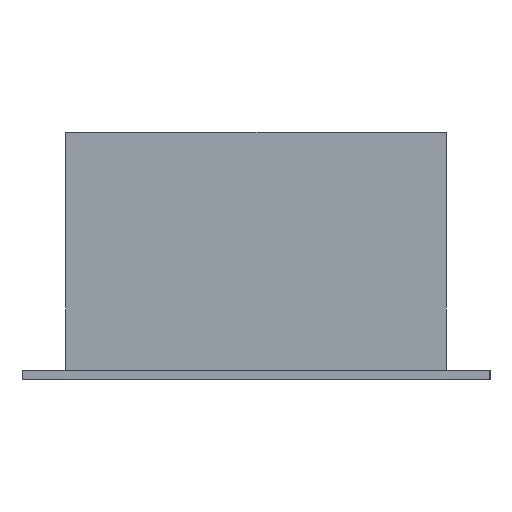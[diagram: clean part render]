
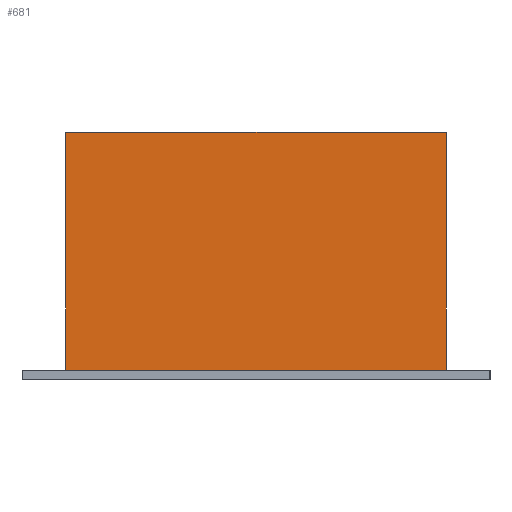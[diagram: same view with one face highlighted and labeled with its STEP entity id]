
A CAD part, left-side view. The second image highlights one B-rep face of the part: STEP entity #681.
In plain terms, the highlighted planar face has unit normal (-1, 0, 0).
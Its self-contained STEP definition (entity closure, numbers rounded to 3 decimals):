
#576 = EDGE_CURVE ( 'NONE', #714, #750, #1063, .T. ) ;
#678 = VERTEX_POINT ( 'NONE', #1584 ) ;
#681 = ADVANCED_FACE ( 'NONE', ( #1538 ), #1590, .F. ) ;
#682 = ORIENTED_EDGE ( 'NONE', *, *, #758, .F. ) ;
#683 = ORIENTED_EDGE ( 'NONE', *, *, #735, .T. ) ;
#702 = VERTEX_POINT ( 'NONE', #1698 ) ;
#709 = ORIENTED_EDGE ( 'NONE', *, *, #748, .T. ) ;
#714 = VERTEX_POINT ( 'NONE', #1681 ) ;
#735 = EDGE_CURVE ( 'NONE', #702, #678, #1720, .T. ) ;
#739 = ORIENTED_EDGE ( 'NONE', *, *, #576, .F. ) ;
#744 = EDGE_LOOP ( 'NONE', ( #683, #682, #739, #709 ) ) ;
#748 = EDGE_CURVE ( 'NONE', #714, #702, #1840, .T. ) ;
#750 = VERTEX_POINT ( 'NONE', #1904 ) ;
#758 = EDGE_CURVE ( 'NONE', #750, #678, #1895, .T. ) ;
#1058 = DIRECTION ( 'NONE',  ( 0., 0., 1. ) ) ;
#1059 = CARTESIAN_POINT ( 'NONE',  ( -0.8, 0.406, 0.508 ) ) ;
#1060 = VECTOR ( 'NONE', #1058, 1000. ) ;
#1063 = LINE ( 'NONE', #1059, #1060 ) ;
#1538 = FACE_OUTER_BOUND ( 'NONE', #744, .T. ) ;
#1584 = CARTESIAN_POINT ( 'NONE',  ( -0.8, -0.406, 0.508 ) ) ;
#1590 = PLANE ( 'NONE',  #1601 ) ;
#1601 = AXIS2_PLACEMENT_3D ( 'NONE', #1628, #1627, #1626 ) ;
#1626 = DIRECTION ( 'NONE',  ( 0., 0., -1. ) ) ;
#1627 = DIRECTION ( 'NONE',  ( 1., 0., 0. ) ) ;
#1628 = CARTESIAN_POINT ( 'NONE',  ( -0.8, 0.406, 0.508 ) ) ;
#1681 = CARTESIAN_POINT ( 'NONE',  ( -0.8, 0.406, 0. ) ) ;
#1698 = CARTESIAN_POINT ( 'NONE',  ( -0.8, -0.406, 0. ) ) ;
#1720 = LINE ( 'NONE', #1885, #1746 ) ;
#1736 = DIRECTION ( 'NONE',  ( 0., -1., 0. ) ) ;
#1737 = VECTOR ( 'NONE', #1736, 1000. ) ;
#1745 = DIRECTION ( 'NONE',  ( 0., 0., 1. ) ) ;
#1746 = VECTOR ( 'NONE', #1745, 1000. ) ;
#1803 = CARTESIAN_POINT ( 'NONE',  ( -0.8, 0.406, 0. ) ) ;
#1840 = LINE ( 'NONE', #1803, #1906 ) ;
#1885 = CARTESIAN_POINT ( 'NONE',  ( -0.8, -0.406, 0.508 ) ) ;
#1894 = CARTESIAN_POINT ( 'NONE',  ( -0.8, 0.406, 0.508 ) ) ;
#1895 = LINE ( 'NONE', #1894, #1737 ) ;
#1904 = CARTESIAN_POINT ( 'NONE',  ( -0.8, 0.406, 0.508 ) ) ;
#1905 = DIRECTION ( 'NONE',  ( 0., -1., 0. ) ) ;
#1906 = VECTOR ( 'NONE', #1905, 1000. ) ;
